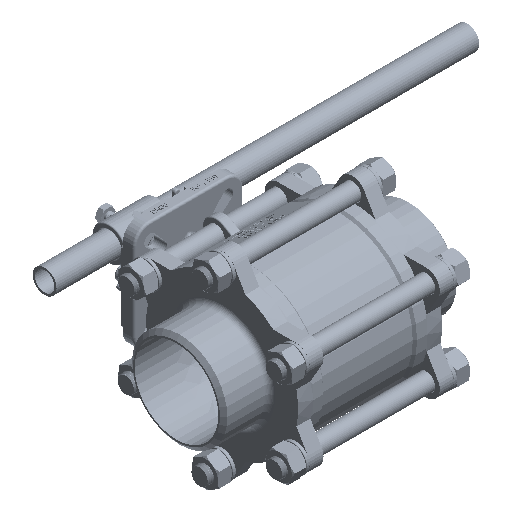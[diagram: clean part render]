
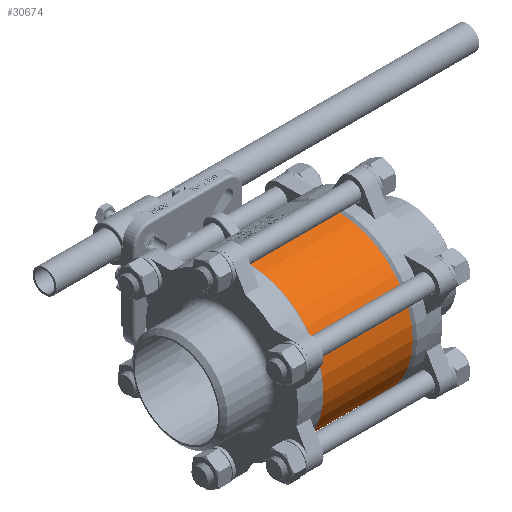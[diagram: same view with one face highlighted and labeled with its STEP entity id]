
A CAD part, isometric view. The second image highlights one B-rep face of the part: STEP entity #30674.
In plain terms, the highlighted cylindrical face has radius 69 mm (diameter 138 mm), a partial arc.
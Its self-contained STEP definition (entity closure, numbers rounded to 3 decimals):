
#2854 = CIRCLE ( 'NONE', #47385, 69. ) ;
#2920 = EDGE_CURVE ( 'NONE', #72374, #25608, #71898, .T. ) ;
#5455 = DIRECTION ( 'NONE',  ( -1., 0., 0. ) ) ;
#7964 = LINE ( 'NONE', #33039, #54019 ) ;
#10130 = DIRECTION ( 'NONE',  ( -1., 0., 0. ) ) ;
#10369 = CARTESIAN_POINT ( 'NONE',  ( 41.8, 0., 0. ) ) ;
#10574 = VECTOR ( 'NONE', #5455, 1000. ) ;
#13836 = ORIENTED_EDGE ( 'NONE', *, *, #65533, .T. ) ;
#14204 = DIRECTION ( 'NONE',  ( -1., 0., 0. ) ) ;
#14283 = EDGE_CURVE ( 'NONE', #74500, #66400, #7964, .T. ) ;
#16199 = DIRECTION ( 'NONE',  ( 0., 0., 1. ) ) ;
#20820 = FACE_OUTER_BOUND ( 'NONE', #43368, .T. ) ;
#22578 = CARTESIAN_POINT ( 'NONE',  ( -41.8, 0., 0. ) ) ;
#24889 = CARTESIAN_POINT ( 'NONE',  ( 41.8, 0., 69. ) ) ;
#25552 = CARTESIAN_POINT ( 'NONE',  ( -52.8, 0., 0. ) ) ;
#25608 = VERTEX_POINT ( 'NONE', #27288 ) ;
#27288 = CARTESIAN_POINT ( 'NONE',  ( -41.8, 0., -69. ) ) ;
#28316 = DIRECTION ( 'NONE',  ( 0., 0., 1. ) ) ;
#29193 = EDGE_CURVE ( 'NONE', #25608, #66400, #2854, .T. ) ;
#30674 = ADVANCED_FACE ( 'NONE', ( #20820 ), #63197, .T. ) ;
#32450 = ORIENTED_EDGE ( 'NONE', *, *, #29193, .F. ) ;
#33039 = CARTESIAN_POINT ( 'NONE',  ( -52.8, 0., 69. ) ) ;
#35384 = AXIS2_PLACEMENT_3D ( 'NONE', #10369, #50747, #16199 ) ;
#36898 = CARTESIAN_POINT ( 'NONE',  ( -41.8, 0., 69. ) ) ;
#41217 = ORIENTED_EDGE ( 'NONE', *, *, #14283, .T. ) ;
#43368 = EDGE_LOOP ( 'NONE', ( #72520, #13836, #41217, #32450 ) ) ;
#44305 = CIRCLE ( 'NONE', #35384, 69. ) ;
#45495 = AXIS2_PLACEMENT_3D ( 'NONE', #25552, #14204, #60133 ) ;
#47385 = AXIS2_PLACEMENT_3D ( 'NONE', #22578, #62901, #28316 ) ;
#48217 = CARTESIAN_POINT ( 'NONE',  ( 41.8, 0., -69. ) ) ;
#50747 = DIRECTION ( 'NONE',  ( -1., 0., 0. ) ) ;
#54019 = VECTOR ( 'NONE', #10130, 1000. ) ;
#60133 = DIRECTION ( 'NONE',  ( 0., 0., 1. ) ) ;
#62901 = DIRECTION ( 'NONE',  ( -1., 0., 0. ) ) ;
#63175 = CARTESIAN_POINT ( 'NONE',  ( -52.8, 0., -69. ) ) ;
#63197 = CYLINDRICAL_SURFACE ( 'NONE', #45495, 69. ) ;
#65533 = EDGE_CURVE ( 'NONE', #72374, #74500, #44305, .T. ) ;
#66400 = VERTEX_POINT ( 'NONE', #36898 ) ;
#71898 = LINE ( 'NONE', #63175, #10574 ) ;
#72374 = VERTEX_POINT ( 'NONE', #48217 ) ;
#72520 = ORIENTED_EDGE ( 'NONE', *, *, #2920, .F. ) ;
#74500 = VERTEX_POINT ( 'NONE', #24889 ) ;
